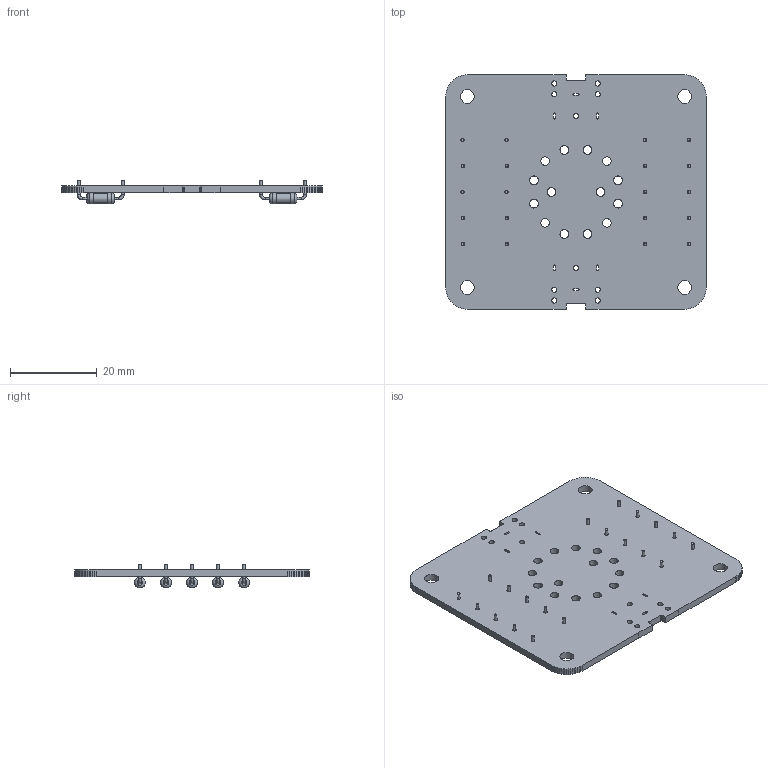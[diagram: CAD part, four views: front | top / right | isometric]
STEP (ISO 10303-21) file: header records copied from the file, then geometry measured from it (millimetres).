
FILE_DESCRIPTION(('KiCad electronic assembly'),'2;1');
FILE_NAME('Impedance Selector.step','2023-11-02T00:22:12',('Pcbnew'),( 'Kicad'),'Open CASCADE STEP processor 7.7','KiCad to STEP converter' ,'Unknown');
FILE_SCHEMA(('AUTOMOTIVE_DESIGN { 1 0 10303 214 1 1 1 1 }'));
Length unit declared in the file: millimetre
Products named in the file (4): Impedance Selector 1; R_Axial_DIN0207_L6.3mm_D2.5mm_P10.16mm_Horizontal; SOLID; Impedance Selector PCB
Assembly tree (12 placements, depth 3):
  Impedance Selector 1
    R_Axial_DIN0207_L6.3mm_D2.5mm_P10.16mm_Horizontal  x10
      SOLID
    Impedance Selector PCB
Bounding box: 60 x 54 x 5.5 mm (x, y, z)
Volume: 5269.9 mm3; surface area: 7706.8 mm2
Topology: 11 solids, 11 shells, 424 faces, 1026 edges, 664 vertices
Faces by surface type: plane 266, cylinder 118, torus 40
Full cylindrical faces by diameter (mm): 0.6 x40, 0.8 x20, 1.2 x10, 2 x14, 2.25 x10, 2.5 x20, 3.2 x4
Entity records: 19809 total; most frequent: CARTESIAN_POINT 3777, DIRECTION 2929, LINE 2127, VECTOR 2127, ORIENTED_EDGE 1566, PCURVE 1566, DEFINITIONAL_REPRESENTATION 1566, EDGE_CURVE 783
